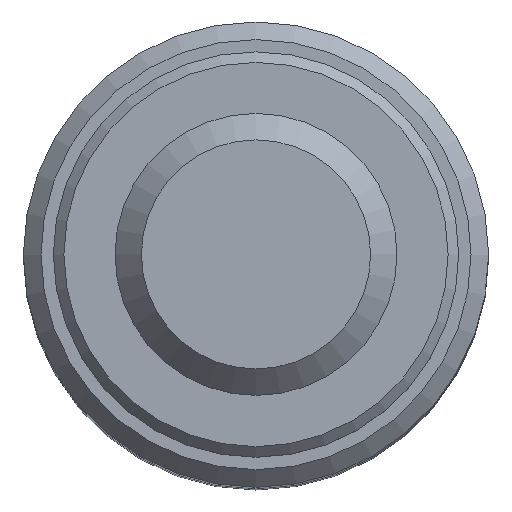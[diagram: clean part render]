
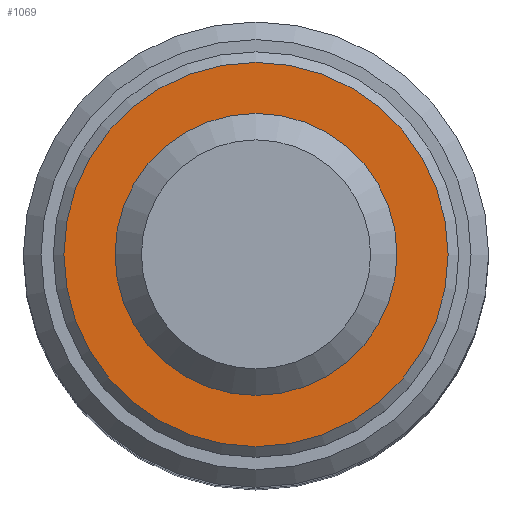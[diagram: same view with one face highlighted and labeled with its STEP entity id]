
A CAD part, top view. The second image highlights one B-rep face of the part: STEP entity #1069.
In plain terms, the highlighted face is planar.
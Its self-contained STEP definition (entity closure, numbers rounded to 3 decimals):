
#38=FACE_BOUND('',#181,.T.);
#61=PLANE('',#1236);
#112=FACE_OUTER_BOUND('',#180,.T.);
#180=EDGE_LOOP('',(#839));
#181=EDGE_LOOP('',(#840));
#377=CIRCLE('',#1208,5.45);
#383=CIRCLE('',#1217,3.624);
#478=VERTEX_POINT('',#1812);
#484=VERTEX_POINT('',#1830);
#598=EDGE_CURVE('',#478,#478,#377,.T.);
#607=EDGE_CURVE('',#484,#484,#383,.T.);
#839=ORIENTED_EDGE('',*,*,#598,.F.);
#840=ORIENTED_EDGE('',*,*,#607,.F.);
#1069=ADVANCED_FACE('',(#112,#38),#61,.T.);
#1208=AXIS2_PLACEMENT_3D('',#1814,#1439,#1440);
#1217=AXIS2_PLACEMENT_3D('',#1832,#1460,#1461);
#1236=AXIS2_PLACEMENT_3D('',#1868,#1500,#1501);
#1439=DIRECTION('center_axis',(0.,-1.,0.));
#1440=DIRECTION('ref_axis',(-1.,0.,0.));
#1460=DIRECTION('center_axis',(0.,1.,0.));
#1461=DIRECTION('ref_axis',(1.,0.,0.));
#1500=DIRECTION('center_axis',(0.,1.,0.));
#1501=DIRECTION('ref_axis',(0.,0.,1.));
#1812=CARTESIAN_POINT('',(-12.656,27.477,0.));
#1814=CARTESIAN_POINT('Origin',(-18.106,27.477,0.));
#1830=CARTESIAN_POINT('',(-21.729,27.477,0.));
#1832=CARTESIAN_POINT('Origin',(-18.106,27.477,0.));
#1868=CARTESIAN_POINT('Origin',(-15.231,27.477,0.));
